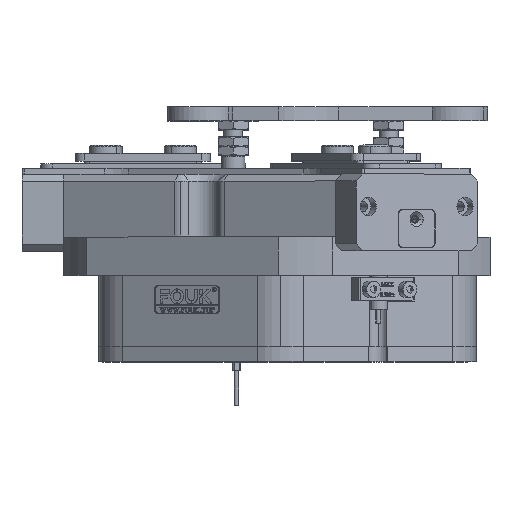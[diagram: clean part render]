
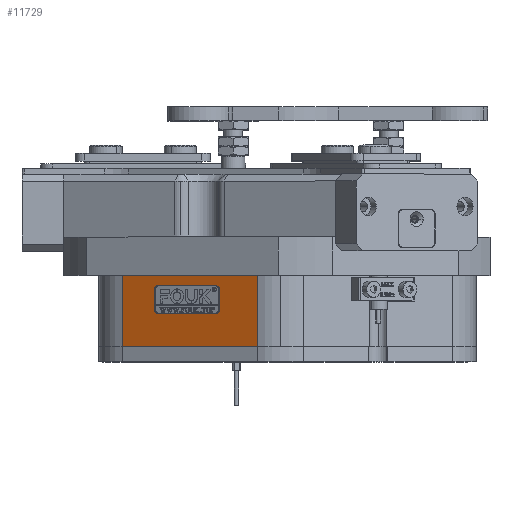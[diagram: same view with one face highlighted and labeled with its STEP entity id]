
A CAD part, top view. The second image highlights one B-rep face of the part: STEP entity #11729.
In plain terms, the highlighted planar face has unit normal (-0.5, 0, 0.866).
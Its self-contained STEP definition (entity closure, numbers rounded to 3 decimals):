
#660 = DIRECTION ( 'NONE',  ( -0.866, 0., -0.5 ) ) ;
#852 = LINE ( 'NONE', #52284, #53061 ) ;
#1169 = ORIENTED_EDGE ( 'NONE', *, *, #35482, .F. ) ;
#2714 = DIRECTION ( 'NONE',  ( 0., 1., 0. ) ) ;
#2753 = EDGE_CURVE ( 'NONE', #8836, #47626, #24429, .T. ) ;
#3493 = VECTOR ( 'NONE', #34580, 1000. ) ;
#3666 = ORIENTED_EDGE ( 'NONE', *, *, #28937, .T. ) ;
#3984 = DIRECTION ( 'NONE',  ( 0.866, 0., 0.5 ) ) ;
#6392 = EDGE_CURVE ( 'NONE', #32480, #22357, #53258, .T. ) ;
#6724 = CARTESIAN_POINT ( 'NONE',  ( -70., 30.5, 54.271 ) ) ;
#7394 = EDGE_LOOP ( 'NONE', ( #37995, #58499, #1169, #65429 ) ) ;
#8038 = CARTESIAN_POINT ( 'NONE',  ( -30.175, 26.2, 77.264 ) ) ;
#8464 = CARTESIAN_POINT ( 'NONE',  ( -12., 30.5, 87.757 ) ) ;
#8594 = EDGE_CURVE ( 'NONE', #22357, #33583, #64679, .T. ) ;
#8836 = VERTEX_POINT ( 'NONE', #6724 ) ;
#9080 = VERTEX_POINT ( 'NONE', #8038 ) ;
#10594 = CARTESIAN_POINT ( 'NONE',  ( -30.175, 16.1, 77.264 ) ) ;
#11387 = LINE ( 'NONE', #19552, #3493 ) ;
#11422 = EDGE_LOOP ( 'NONE', ( #3666, #34616, #45000, #46440, #63729, #16753, #35262, #59266 ) ) ;
#11478 = DIRECTION ( 'NONE',  ( -0.866, 0., -0.5 ) ) ;
#11729 = ADVANCED_FACE ( 'NONE', ( #32868, #59715 ), #45331, .T. ) ;
#11781 = VERTEX_POINT ( 'NONE', #55037 ) ;
#13172 = CARTESIAN_POINT ( 'NONE',  ( -28.356, 24.1, 78.314 ) ) ;
#15135 = VERTEX_POINT ( 'NONE', #13172 ) ;
#15393 = CARTESIAN_POINT ( 'NONE',  ( -54.423, 14., 63.264 ) ) ;
#15639 = DIRECTION ( 'NONE',  ( 0.5, 0., -0.866 ) ) ;
#16060 = CARTESIAN_POINT ( 'NONE',  ( -54.423, 24.1, 63.264 ) ) ;
#16169 = CARTESIAN_POINT ( 'NONE',  ( -30.175, 14., 77.264 ) ) ;
#16753 = ORIENTED_EDGE ( 'NONE', *, *, #38268, .T. ) ;
#18901 = CIRCLE ( 'NONE', #59045, 2.1 ) ;
#19552 = CARTESIAN_POINT ( 'NONE',  ( -30.175, 26.2, 77.264 ) ) ;
#20736 = AXIS2_PLACEMENT_3D ( 'NONE', #10594, #56346, #660 ) ;
#22357 = VERTEX_POINT ( 'NONE', #45558 ) ;
#24349 = CARTESIAN_POINT ( 'NONE',  ( 82., 74., 142.028 ) ) ;
#24429 = LINE ( 'NONE', #33918, #31509 ) ;
#24780 = DIRECTION ( 'NONE',  ( 0., -1., 0. ) ) ;
#26716 = EDGE_CURVE ( 'NONE', #11781, #45696, #852, .T. ) ;
#28136 = CARTESIAN_POINT ( 'NONE',  ( -70., 0., 54.271 ) ) ;
#28937 = EDGE_CURVE ( 'NONE', #15135, #32480, #51989, .T. ) ;
#29102 = CARTESIAN_POINT ( 'NONE',  ( -12., 0., 87.757 ) ) ;
#29189 = EDGE_CURVE ( 'NONE', #8836, #41187, #56734, .T. ) ;
#29861 = CARTESIAN_POINT ( 'NONE',  ( -28.356, 24.1, 78.314 ) ) ;
#31447 = VECTOR ( 'NONE', #24780, 1000. ) ;
#31509 = VECTOR ( 'NONE', #64983, 1000. ) ;
#31790 = CARTESIAN_POINT ( 'NONE',  ( -41., 30.5, 71.014 ) ) ;
#32435 = DIRECTION ( 'NONE',  ( 0.866, 0., 0.5 ) ) ;
#32480 = VERTEX_POINT ( 'NONE', #37185 ) ;
#32868 = FACE_OUTER_BOUND ( 'NONE', #7394, .T. ) ;
#33429 = AXIS2_PLACEMENT_3D ( 'NONE', #62505, #36948, #41569 ) ;
#33583 = VERTEX_POINT ( 'NONE', #15393 ) ;
#33918 = CARTESIAN_POINT ( 'NONE',  ( -70., 74., 54.271 ) ) ;
#34273 = CARTESIAN_POINT ( 'NONE',  ( -30.175, 24.1, 77.264 ) ) ;
#34580 = DIRECTION ( 'NONE',  ( 0.866, 0., 0.5 ) ) ;
#34616 = ORIENTED_EDGE ( 'NONE', *, *, #6392, .T. ) ;
#34974 = CARTESIAN_POINT ( 'NONE',  ( -54.423, 26.2, 63.264 ) ) ;
#35262 = ORIENTED_EDGE ( 'NONE', *, *, #62279, .T. ) ;
#35482 = EDGE_CURVE ( 'NONE', #51155, #47626, #41247, .T. ) ;
#36516 = AXIS2_PLACEMENT_3D ( 'NONE', #24349, #60519, #55461 ) ;
#36948 = DIRECTION ( 'NONE',  ( 0.5, 0., -0.866 ) ) ;
#37040 = LINE ( 'NONE', #47810, #60705 ) ;
#37185 = CARTESIAN_POINT ( 'NONE',  ( -28.356, 16.1, 78.314 ) ) ;
#37995 = ORIENTED_EDGE ( 'NONE', *, *, #29189, .F. ) ;
#38268 = EDGE_CURVE ( 'NONE', #45696, #51762, #18901, .T. ) ;
#39033 = EDGE_CURVE ( 'NONE', #51155, #41187, #37040, .T. ) ;
#40112 = EDGE_CURVE ( 'NONE', #9080, #15135, #62139, .T. ) ;
#40766 = CARTESIAN_POINT ( 'NONE',  ( 82., 0., 142.028 ) ) ;
#41187 = VERTEX_POINT ( 'NONE', #8464 ) ;
#41247 = LINE ( 'NONE', #40766, #51530 ) ;
#41569 = DIRECTION ( 'NONE',  ( -0.866, 0., -0.5 ) ) ;
#41859 = CARTESIAN_POINT ( 'NONE',  ( -56.242, 24.1, 62.214 ) ) ;
#42984 = EDGE_CURVE ( 'NONE', #33583, #11781, #64291, .T. ) ;
#45000 = ORIENTED_EDGE ( 'NONE', *, *, #8594, .T. ) ;
#45331 = PLANE ( 'NONE',  #36516 ) ;
#45558 = CARTESIAN_POINT ( 'NONE',  ( -30.175, 14., 77.264 ) ) ;
#45696 = VERTEX_POINT ( 'NONE', #41859 ) ;
#46440 = ORIENTED_EDGE ( 'NONE', *, *, #42984, .T. ) ;
#47626 = VERTEX_POINT ( 'NONE', #28136 ) ;
#47810 = CARTESIAN_POINT ( 'NONE',  ( -12., 74., 87.757 ) ) ;
#51155 = VERTEX_POINT ( 'NONE', #29102 ) ;
#51530 = VECTOR ( 'NONE', #56223, 1000. ) ;
#51762 = VERTEX_POINT ( 'NONE', #34974 ) ;
#51989 = LINE ( 'NONE', #29861, #31447 ) ;
#52284 = CARTESIAN_POINT ( 'NONE',  ( -56.242, 24.1, 62.214 ) ) ;
#53061 = VECTOR ( 'NONE', #62166, 1000. ) ;
#53258 = CIRCLE ( 'NONE', #20736, 2.1 ) ;
#54037 = AXIS2_PLACEMENT_3D ( 'NONE', #34273, #54155, #3984 ) ;
#54155 = DIRECTION ( 'NONE',  ( 0.5, 0., -0.866 ) ) ;
#55037 = CARTESIAN_POINT ( 'NONE',  ( -56.242, 16.1, 62.214 ) ) ;
#55461 = DIRECTION ( 'NONE',  ( 0.866, 0., 0.5 ) ) ;
#56223 = DIRECTION ( 'NONE',  ( -0.866, 0., -0.5 ) ) ;
#56346 = DIRECTION ( 'NONE',  ( 0.5, 0., -0.866 ) ) ;
#56734 = LINE ( 'NONE', #31790, #63790 ) ;
#58499 = ORIENTED_EDGE ( 'NONE', *, *, #2753, .T. ) ;
#59045 = AXIS2_PLACEMENT_3D ( 'NONE', #16060, #15639, #61092 ) ;
#59127 = VECTOR ( 'NONE', #11478, 1000. ) ;
#59266 = ORIENTED_EDGE ( 'NONE', *, *, #40112, .T. ) ;
#59715 = FACE_BOUND ( 'NONE', #11422, .T. ) ;
#60519 = DIRECTION ( 'NONE',  ( -0.5, 0., 0.866 ) ) ;
#60705 = VECTOR ( 'NONE', #2714, 1000. ) ;
#61092 = DIRECTION ( 'NONE',  ( -0.866, 0., -0.5 ) ) ;
#62139 = CIRCLE ( 'NONE', #54037, 2.1 ) ;
#62166 = DIRECTION ( 'NONE',  ( 0., 1., 0. ) ) ;
#62279 = EDGE_CURVE ( 'NONE', #51762, #9080, #11387, .T. ) ;
#62505 = CARTESIAN_POINT ( 'NONE',  ( -54.423, 16.1, 63.264 ) ) ;
#63729 = ORIENTED_EDGE ( 'NONE', *, *, #26716, .T. ) ;
#63790 = VECTOR ( 'NONE', #32435, 1000. ) ;
#64291 = CIRCLE ( 'NONE', #33429, 2.1 ) ;
#64679 = LINE ( 'NONE', #16169, #59127 ) ;
#64983 = DIRECTION ( 'NONE',  ( 0., -1., 0. ) ) ;
#65429 = ORIENTED_EDGE ( 'NONE', *, *, #39033, .T. ) ;
